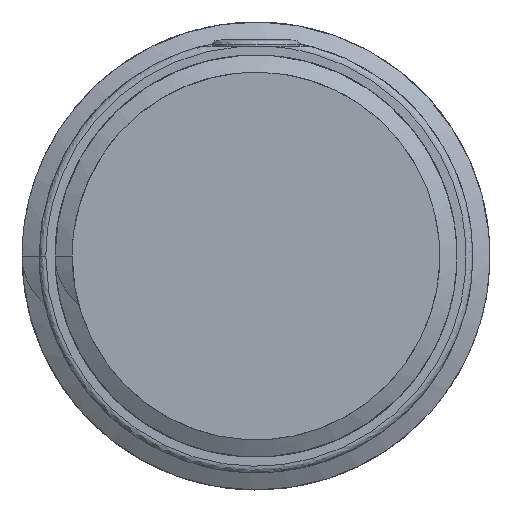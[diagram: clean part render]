
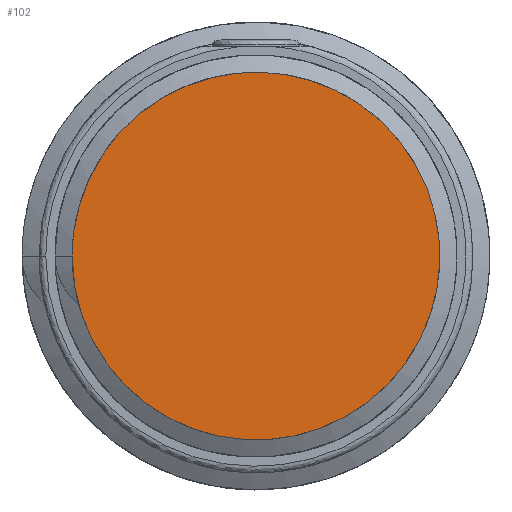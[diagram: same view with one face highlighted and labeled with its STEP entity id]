
A CAD part, left-side view. The second image highlights one B-rep face of the part: STEP entity #102.
In plain terms, the highlighted free-form (B-spline) face has degree [1, 1] with [2, 2] control points.
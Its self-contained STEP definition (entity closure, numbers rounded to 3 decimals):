
#81=CARTESIAN_POINT('',(0.,-25.05,25.05));
#82=CARTESIAN_POINT('',(0.,-25.05,-25.05));
#83=CARTESIAN_POINT('',(0.,25.05,25.05));
#84=CARTESIAN_POINT('',(0.,25.05,-25.05));
#85=B_SPLINE_SURFACE_WITH_KNOTS('',1,1,((#81,#82),(#83,#84)),.PLANE_SURF.,.F.,.F.,.U.,(2,2),(2,2),(-1.,2.),(-1.,2.),.UNSPECIFIED.);
#86=CARTESIAN_POINT('',(0.,8.35,0.));
#87=VERTEX_POINT('',#86);
#88=CARTESIAN_POINT('',(0.,8.35,0.));
#89=CARTESIAN_POINT('',(0.,8.35,-8.35));
#90=CARTESIAN_POINT('',(0.,0.,-8.35));
#91=CARTESIAN_POINT('',(0.,-8.35,-8.35));
#92=CARTESIAN_POINT('',(0.,-8.35,0.));
#93=CARTESIAN_POINT('',(0.,-8.35,8.35));
#94=CARTESIAN_POINT('',(0.,0.,8.35));
#95=CARTESIAN_POINT('',(0.,8.35,8.35));
#96=CARTESIAN_POINT('',(0.,8.35,0.));
#97=(BOUNDED_CURVE()B_SPLINE_CURVE(2,(#88,#89,#90,#91,#92,#93,#94,#95,#96),.CIRCULAR_ARC.,.T.,.U.)B_SPLINE_CURVE_WITH_KNOTS((3,2,2,2,3),(0.,0.25,0.5,0.75,1.),.UNSPECIFIED.)CURVE()GEOMETRIC_REPRESENTATION_ITEM()RATIONAL_B_SPLINE_CURVE((1.,0.707,1.,0.707,1.,0.707,1.,0.707,1.))REPRESENTATION_ITEM(''));
#98=EDGE_CURVE('',#87,#87,#97,.T.);
#99=ORIENTED_EDGE('',*,*,#98,.T.);
#100=EDGE_LOOP('',(#99));
#101=FACE_OUTER_BOUND('',#100,.T.);
#102=ADVANCED_FACE('',(#101),#85,.T.);
